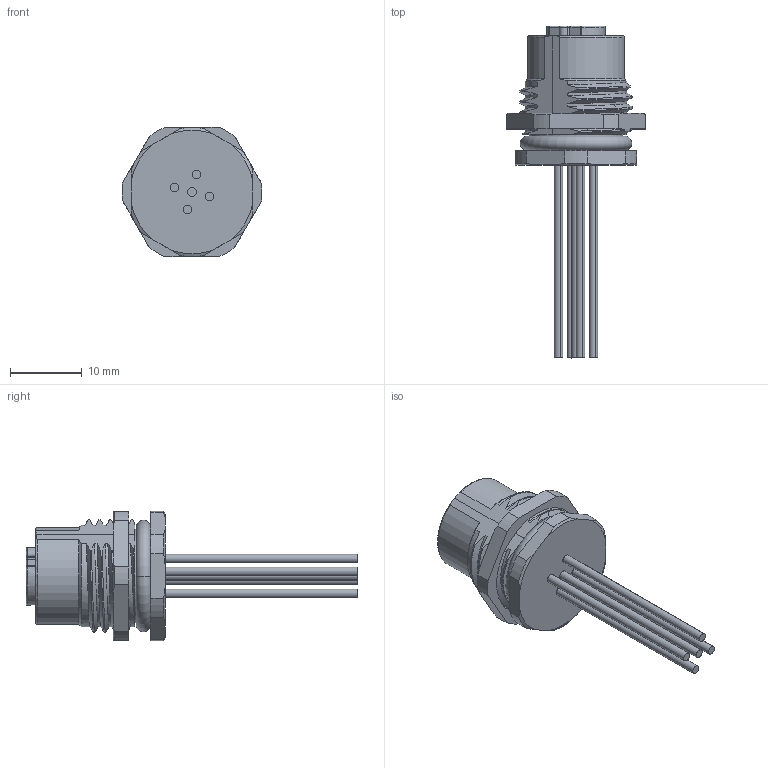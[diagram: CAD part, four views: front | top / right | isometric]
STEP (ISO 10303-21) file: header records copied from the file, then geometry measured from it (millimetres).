
FILE_DESCRIPTION((''),'2;1');
FILE_NAME('PRT0003','2021-01-04T',('zh.su'),(''),'PRO/ENGINEER BY PARAMETRIC TECHNOLOGY CORPORATION, 2012480','PRO/ENGINEER BY PARAMETRIC TECHNOLOGY CORPORATION, 2012480','');
FILE_SCHEMA(('CONFIG_CONTROL_DESIGN'));
Length unit declared in the file: millimetre
Products named in the file (1): PRT0003
Bounding box: 19.48 x 46.2 x 18.02 mm (x, y, z)
Volume: 2942.2 mm3; surface area: 3617.8 mm2
Topology: 2 solids, 7 shells, 448 faces, 1163 edges, 739 vertices
Faces by surface type: plane 127, cone 113, cylinder 81, bspline 51, extrusion 43, torus 31, sphere 2
Entity records: 20306 total; most frequent: CARTESIAN_POINT 9942, ORIENTED_EDGE 2306, DIRECTION 1884, EDGE_CURVE 1153, VERTEX_POINT 739, AXIS2_PLACEMENT_3D 705, EDGE_LOOP 484, VECTOR 474
